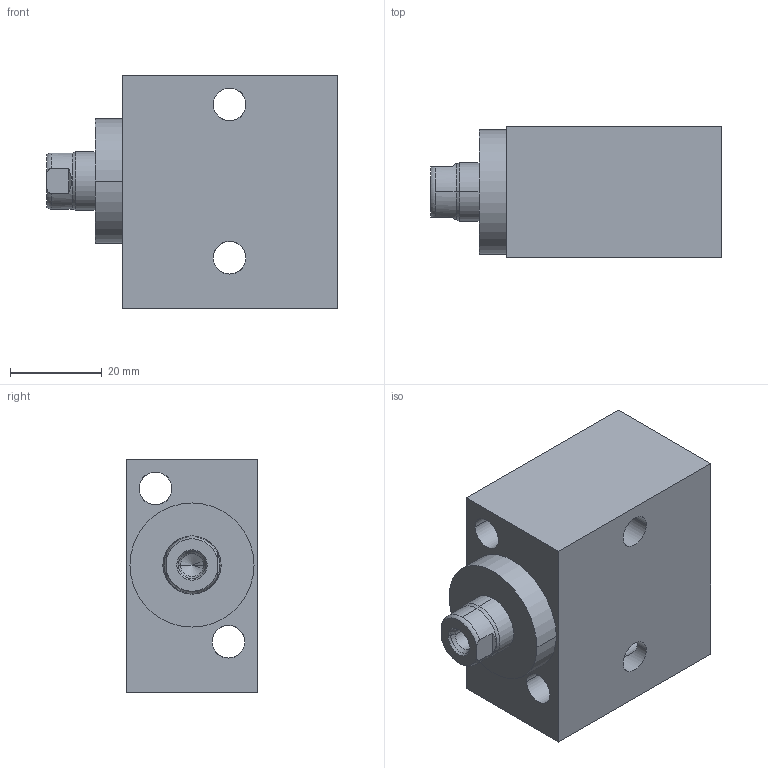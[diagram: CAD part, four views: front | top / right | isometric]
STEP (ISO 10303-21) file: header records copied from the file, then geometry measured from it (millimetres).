
FILE_DESCRIPTION((''),'2;1');
FILE_NAME('ILCM42012000','2008-12-15T',('GLR'),(''),'PRO/ENGINEER BY PARAMETRIC TECHNOLOGY CORPORATION, 2007460','PRO/ENGINEER BY PARAMETRIC TECHNOLOGY CORPORATION, 2007460','');
FILE_SCHEMA(('AUTOMOTIVE_DESIGN_CC2 { 1 2 10303 214 -1 1 5 2 }'));
Length unit declared in the file: millimetre
Products named in the file (1): ILCM42012000
Bounding box: 63.3 x 28.57 x 50.8 mm (x, y, z)
Volume: 64916.6 mm3; surface area: 15093.3 mm2
Topology: 1 solids, 2 shells, 67 faces, 160 edges, 97 vertices
Faces by surface type: cylinder 38, plane 17, cone 10, torus 2
Entity records: 2943 total; most frequent: CARTESIAN_POINT 521, DIRECTION 340, ORIENTED_EDGE 312, PRESENTATION_STYLE_ASSIGNMENT 179, STYLED_ITEM 160, CURVE_STYLE 158, EDGE_CURVE 158, AXIS2_PLACEMENT_3D 136
